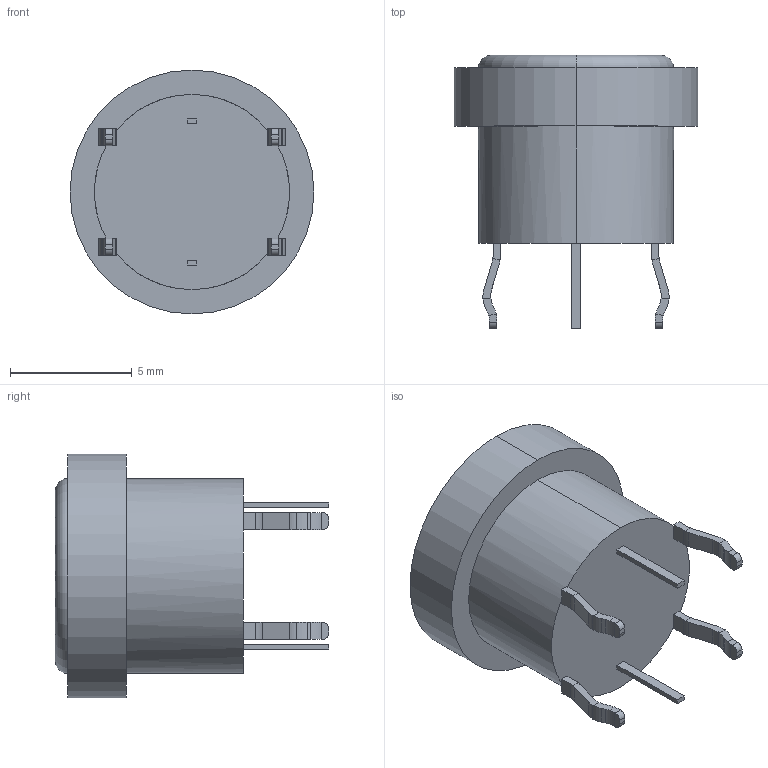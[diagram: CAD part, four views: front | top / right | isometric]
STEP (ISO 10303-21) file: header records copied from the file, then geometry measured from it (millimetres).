
FILE_DESCRIPTION (( 'STEP AP214' ), '1' );
FILE_NAME ('TC002N11ARGNUGUR.STEP', '2021-05-25T16:54:44', ( '' ), ( '' ), 'SwSTEP 2.0', 'SolidWorks 2020', '' );
FILE_SCHEMA (( 'AUTOMOTIVE_DESIGN' ));
Length unit declared in the file: millimetre
Products named in the file (1): TC002N11ARGNUGUR
Bounding box: 10 x 11.2 x 10 mm (x, y, z)
Volume: 453.6 mm3; surface area: 402.4 mm2
Topology: 1 solids, 1 shells, 135 faces, 376 edges, 248 vertices
Faces by surface type: plane 87, cylinder 46, torus 2
Entity records: 5899 total; most frequent: DIRECTION 802, CARTESIAN_POINT 760, ORIENTED_EDGE 752, EDGE_CURVE 376, AXIS2_PLACEMENT_3D 290, VERTEX_POINT 248, LINE 222, VECTOR 222
